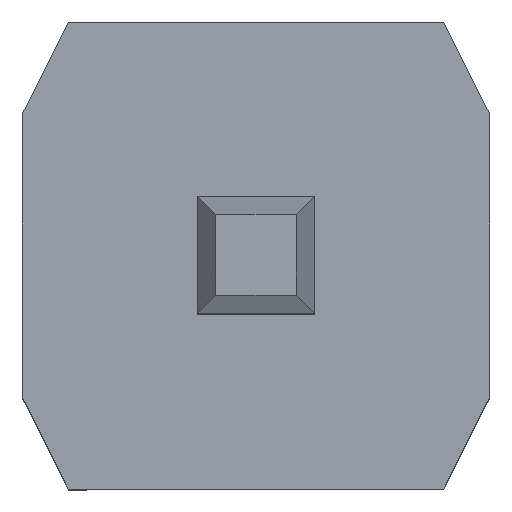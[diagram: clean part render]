
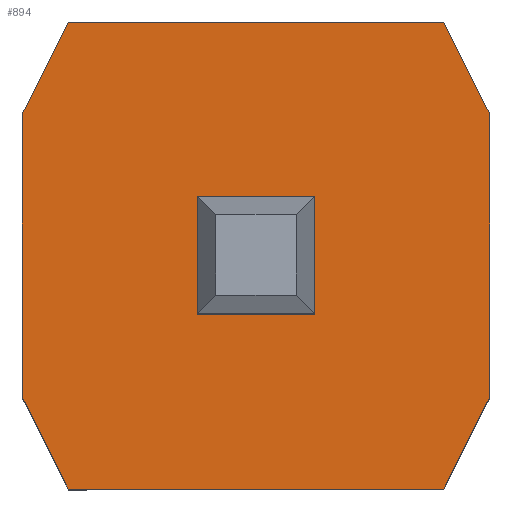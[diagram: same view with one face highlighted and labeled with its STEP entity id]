
A CAD part, top view. The second image highlights one B-rep face of the part: STEP entity #894.
In plain terms, the highlighted planar face has unit normal (0, 0, 1).
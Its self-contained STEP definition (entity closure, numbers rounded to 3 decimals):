
#2 = VERTEX_POINT ( 'NONE', #167 ) ;
#4 = VERTEX_POINT ( 'NONE', #70 ) ;
#15 = ORIENTED_EDGE ( 'NONE', *, *, #207, .F. ) ;
#16 = CARTESIAN_POINT ( 'NONE',  ( -50.8, -1.27, 3. ) ) ;
#22 = LINE ( 'NONE', #948, #652 ) ;
#23 = ORIENTED_EDGE ( 'NONE', *, *, #562, .F. ) ;
#35 = ORIENTED_EDGE ( 'NONE', *, *, #803, .F. ) ;
#53 = VECTOR ( 'NONE', #864, 1000. ) ;
#58 = LINE ( 'NONE', #986, #649 ) ;
#59 = LINE ( 'NONE', #623, #1135 ) ;
#70 = CARTESIAN_POINT ( 'NONE',  ( -48.26, -0.77, 3. ) ) ;
#78 = DIRECTION ( 'NONE',  ( -0.447, -0.894, 0. ) ) ;
#94 = VERTEX_POINT ( 'NONE', #693 ) ;
#109 = CARTESIAN_POINT ( 'NONE',  ( 0., 0., 3. ) ) ;
#143 = DIRECTION ( 'NONE',  ( -1., 0., 0. ) ) ;
#162 = EDGE_CURVE ( 'NONE', #94, #1157, #188, .T. ) ;
#167 = CARTESIAN_POINT ( 'NONE',  ( -50.8, 0.77, 3. ) ) ;
#188 = LINE ( 'NONE', #446, #406 ) ;
#198 = FACE_OUTER_BOUND ( 'NONE', #319, .T. ) ;
#207 = EDGE_CURVE ( 'NONE', #4, #1078, #459, .T. ) ;
#211 = CARTESIAN_POINT ( 'NONE',  ( -48.51, -1.27, 3. ) ) ;
#246 = VERTEX_POINT ( 'NONE', #1138 ) ;
#248 = VERTEX_POINT ( 'NONE', #586 ) ;
#264 = VERTEX_POINT ( 'NONE', #316 ) ;
#272 = EDGE_CURVE ( 'NONE', #854, #248, #970, .T. ) ;
#285 = FACE_BOUND ( 'NONE', #674, .T. ) ;
#300 = EDGE_CURVE ( 'NONE', #2, #1188, #393, .T. ) ;
#316 = CARTESIAN_POINT ( 'NONE',  ( -49.85, -0.32, 3. ) ) ;
#319 = EDGE_LOOP ( 'NONE', ( #15, #999, #718, #1035, #876, #456, #602, #1040 ) ) ;
#350 = DIRECTION ( 'NONE',  ( 0., 1., 0. ) ) ;
#369 = CARTESIAN_POINT ( 'NONE',  ( -50.55, -1.27, 3. ) ) ;
#383 = CARTESIAN_POINT ( 'NONE',  ( -48.51, 1.27, 3. ) ) ;
#393 = LINE ( 'NONE', #16, #549 ) ;
#398 = CARTESIAN_POINT ( 'NONE',  ( -48.26, 0.77, 3. ) ) ;
#406 = VECTOR ( 'NONE', #350, 1000. ) ;
#422 = EDGE_CURVE ( 'NONE', #1157, #946, #58, .T. ) ;
#445 = LINE ( 'NONE', #910, #711 ) ;
#446 = CARTESIAN_POINT ( 'NONE',  ( -49.21, -0.32, 3. ) ) ;
#456 = ORIENTED_EDGE ( 'NONE', *, *, #300, .T. ) ;
#459 = LINE ( 'NONE', #1007, #896 ) ;
#494 = CARTESIAN_POINT ( 'NONE',  ( -49.85, -0.32, 3. ) ) ;
#509 = LINE ( 'NONE', #988, #758 ) ;
#510 = VERTEX_POINT ( 'NONE', #1077 ) ;
#512 = DIRECTION ( 'NONE',  ( 0., -1., 0. ) ) ;
#515 = EDGE_CURVE ( 'NONE', #246, #1078, #509, .T. ) ;
#549 = VECTOR ( 'NONE', #675, 1000. ) ;
#562 = EDGE_CURVE ( 'NONE', #264, #94, #1067, .T. ) ;
#567 = VECTOR ( 'NONE', #512, 1000. ) ;
#570 = LINE ( 'NONE', #494, #567 ) ;
#586 = CARTESIAN_POINT ( 'NONE',  ( -48.26, 0.77, 3. ) ) ;
#587 = EDGE_CURVE ( 'NONE', #2, #510, #59, .T. ) ;
#594 = DIRECTION ( 'NONE',  ( -1., 0., 0. ) ) ;
#597 = CARTESIAN_POINT ( 'NONE',  ( -49.21, 0.32, 3. ) ) ;
#602 = ORIENTED_EDGE ( 'NONE', *, *, #648, .F. ) ;
#623 = CARTESIAN_POINT ( 'NONE',  ( -50.55, 1.27, 3. ) ) ;
#648 = EDGE_CURVE ( 'NONE', #246, #1188, #1202, .T. ) ;
#649 = VECTOR ( 'NONE', #143, 1000. ) ;
#652 = VECTOR ( 'NONE', #1059, 1000. ) ;
#674 = EDGE_LOOP ( 'NONE', ( #35, #784, #705, #23 ) ) ;
#675 = DIRECTION ( 'NONE',  ( 0., -1., 0. ) ) ;
#687 = PLANE ( 'NONE',  #872 ) ;
#693 = CARTESIAN_POINT ( 'NONE',  ( -49.21, -0.32, 3. ) ) ;
#696 = DIRECTION ( 'NONE',  ( 1., 0., 0. ) ) ;
#705 = ORIENTED_EDGE ( 'NONE', *, *, #162, .F. ) ;
#711 = VECTOR ( 'NONE', #1196, 1000. ) ;
#718 = ORIENTED_EDGE ( 'NONE', *, *, #272, .F. ) ;
#758 = VECTOR ( 'NONE', #696, 1000. ) ;
#784 = ORIENTED_EDGE ( 'NONE', *, *, #422, .F. ) ;
#803 = EDGE_CURVE ( 'NONE', #946, #264, #570, .T. ) ;
#806 = DIRECTION ( 'NONE',  ( 1., 0., 0. ) ) ;
#854 = VERTEX_POINT ( 'NONE', #383 ) ;
#864 = DIRECTION ( 'NONE',  ( 0.447, -0.894, 0. ) ) ;
#872 = AXIS2_PLACEMENT_3D ( 'NONE', #109, #1058, #594 ) ;
#876 = ORIENTED_EDGE ( 'NONE', *, *, #587, .F. ) ;
#894 = ADVANCED_FACE ( 'NONE', ( #285, #198 ), #687, .F. ) ;
#896 = VECTOR ( 'NONE', #78, 1000. ) ;
#901 = CARTESIAN_POINT ( 'NONE',  ( -49.85, -0.32, 3. ) ) ;
#910 = CARTESIAN_POINT ( 'NONE',  ( -48.26, 0., 3. ) ) ;
#946 = VERTEX_POINT ( 'NONE', #1186 ) ;
#948 = CARTESIAN_POINT ( 'NONE',  ( -50.8, 1.27, 3. ) ) ;
#970 = LINE ( 'NONE', #398, #53 ) ;
#974 = VECTOR ( 'NONE', #806, 1000. ) ;
#981 = DIRECTION ( 'NONE',  ( 0.447, 0.894, 0. ) ) ;
#986 = CARTESIAN_POINT ( 'NONE',  ( -49.85, 0.32, 3. ) ) ;
#988 = CARTESIAN_POINT ( 'NONE',  ( -50.8, -1.27, 3. ) ) ;
#999 = ORIENTED_EDGE ( 'NONE', *, *, #1024, .T. ) ;
#1007 = CARTESIAN_POINT ( 'NONE',  ( -48.26, -0.77, 3. ) ) ;
#1024 = EDGE_CURVE ( 'NONE', #4, #248, #445, .T. ) ;
#1035 = ORIENTED_EDGE ( 'NONE', *, *, #1118, .T. ) ;
#1040 = ORIENTED_EDGE ( 'NONE', *, *, #515, .T. ) ;
#1058 = DIRECTION ( 'NONE',  ( 0., 0., -1. ) ) ;
#1059 = DIRECTION ( 'NONE',  ( -1., 0., 0. ) ) ;
#1067 = LINE ( 'NONE', #901, #974 ) ;
#1071 = VECTOR ( 'NONE', #1126, 1000. ) ;
#1077 = CARTESIAN_POINT ( 'NONE',  ( -50.55, 1.27, 3. ) ) ;
#1078 = VERTEX_POINT ( 'NONE', #211 ) ;
#1084 = CARTESIAN_POINT ( 'NONE',  ( -50.8, -0.77, 3. ) ) ;
#1118 = EDGE_CURVE ( 'NONE', #854, #510, #22, .T. ) ;
#1126 = DIRECTION ( 'NONE',  ( -0.447, 0.894, 0. ) ) ;
#1135 = VECTOR ( 'NONE', #981, 1000. ) ;
#1138 = CARTESIAN_POINT ( 'NONE',  ( -50.55, -1.27, 3. ) ) ;
#1157 = VERTEX_POINT ( 'NONE', #597 ) ;
#1186 = CARTESIAN_POINT ( 'NONE',  ( -49.85, 0.32, 3. ) ) ;
#1188 = VERTEX_POINT ( 'NONE', #1084 ) ;
#1196 = DIRECTION ( 'NONE',  ( 0., 1., 0. ) ) ;
#1202 = LINE ( 'NONE', #369, #1071 ) ;
